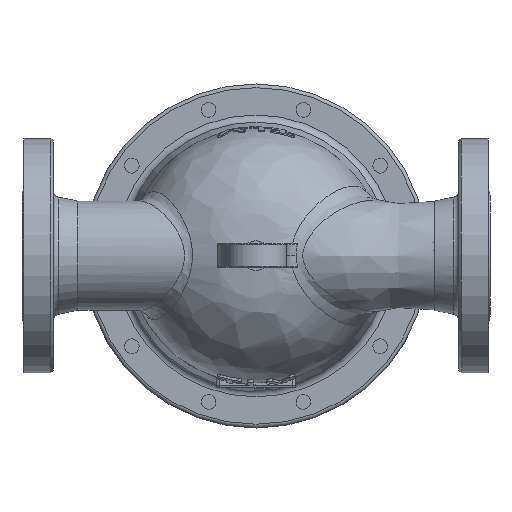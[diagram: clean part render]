
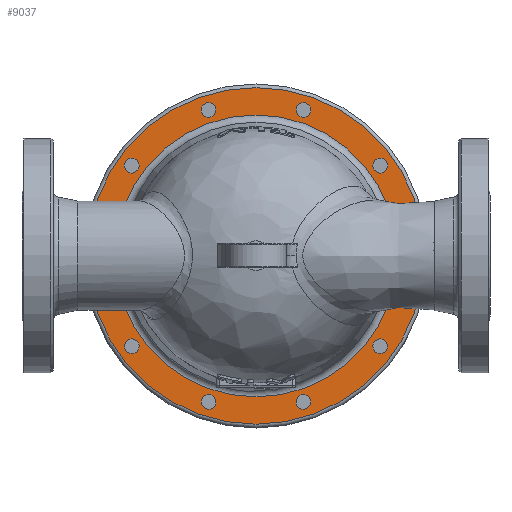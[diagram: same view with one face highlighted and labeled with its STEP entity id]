
A CAD part, top view. The second image highlights one B-rep face of the part: STEP entity #9037.
In plain terms, the highlighted planar face has unit normal (0, 0, 1).
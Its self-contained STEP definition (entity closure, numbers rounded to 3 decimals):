
#313=FACE_BOUND('',#2031,.T.);
#314=FACE_BOUND('',#2032,.T.);
#315=FACE_BOUND('',#2033,.T.);
#316=FACE_BOUND('',#2034,.T.);
#317=FACE_BOUND('',#2035,.T.);
#318=FACE_BOUND('',#2036,.T.);
#319=FACE_BOUND('',#2037,.T.);
#320=FACE_BOUND('',#2038,.T.);
#321=FACE_BOUND('',#2039,.T.);
#322=FACE_BOUND('',#2040,.T.);
#323=FACE_BOUND('',#2041,.T.);
#911=PLANE('',#9952);
#1381=FACE_OUTER_BOUND('',#2030,.T.);
#2030=EDGE_LOOP('',(#7649));
#2031=EDGE_LOOP('',(#7650));
#2032=EDGE_LOOP('',(#7651));
#2033=EDGE_LOOP('',(#7652));
#2034=EDGE_LOOP('',(#7653));
#2035=EDGE_LOOP('',(#7654));
#2036=EDGE_LOOP('',(#7655));
#2037=EDGE_LOOP('',(#7656));
#2038=EDGE_LOOP('',(#7657));
#2039=EDGE_LOOP('',(#7658));
#2040=EDGE_LOOP('',(#7659));
#2041=EDGE_LOOP('',(#7660));
#3323=CIRCLE('',#9461,6.);
#3327=CIRCLE('',#9468,6.);
#3331=CIRCLE('',#9475,6.);
#3335=CIRCLE('',#9482,6.);
#3339=CIRCLE('',#9489,6.);
#3343=CIRCLE('',#9496,6.);
#3347=CIRCLE('',#9503,6.);
#3351=CIRCLE('',#9510,6.);
#3355=CIRCLE('',#9517,6.);
#3422=CIRCLE('',#9713,6.);
#3555=CIRCLE('',#9953,137.);
#3556=CIRCLE('',#9954,114.73);
#3882=VERTEX_POINT('',#13590);
#3886=VERTEX_POINT('',#13603);
#3890=VERTEX_POINT('',#13616);
#3894=VERTEX_POINT('',#13629);
#3898=VERTEX_POINT('',#13642);
#3902=VERTEX_POINT('',#13655);
#3906=VERTEX_POINT('',#13668);
#3910=VERTEX_POINT('',#13681);
#3914=VERTEX_POINT('',#13694);
#4089=VERTEX_POINT('',#14499);
#4305=VERTEX_POINT('',#16562);
#4306=VERTEX_POINT('',#16564);
#4822=EDGE_CURVE('',#3882,#3882,#3323,.T.);
#4828=EDGE_CURVE('',#3886,#3886,#3327,.T.);
#4834=EDGE_CURVE('',#3890,#3890,#3331,.T.);
#4840=EDGE_CURVE('',#3894,#3894,#3335,.T.);
#4846=EDGE_CURVE('',#3898,#3898,#3339,.T.);
#4852=EDGE_CURVE('',#3902,#3902,#3343,.T.);
#4858=EDGE_CURVE('',#3906,#3906,#3347,.T.);
#4864=EDGE_CURVE('',#3910,#3910,#3351,.T.);
#4870=EDGE_CURVE('',#3914,#3914,#3355,.T.);
#5155=EDGE_CURVE('',#4089,#4089,#3422,.T.);
#5473=EDGE_CURVE('',#4305,#4305,#3555,.T.);
#5474=EDGE_CURVE('',#4306,#4306,#3556,.T.);
#7649=ORIENTED_EDGE('',*,*,#5473,.F.);
#7650=ORIENTED_EDGE('',*,*,#4822,.T.);
#7651=ORIENTED_EDGE('',*,*,#4828,.T.);
#7652=ORIENTED_EDGE('',*,*,#4834,.T.);
#7653=ORIENTED_EDGE('',*,*,#4840,.T.);
#7654=ORIENTED_EDGE('',*,*,#4846,.T.);
#7655=ORIENTED_EDGE('',*,*,#4852,.T.);
#7656=ORIENTED_EDGE('',*,*,#4858,.T.);
#7657=ORIENTED_EDGE('',*,*,#4864,.T.);
#7658=ORIENTED_EDGE('',*,*,#4870,.T.);
#7659=ORIENTED_EDGE('',*,*,#5155,.T.);
#7660=ORIENTED_EDGE('',*,*,#5474,.F.);
#9037=ADVANCED_FACE('',(#1381,#313,#314,#315,#316,#317,#318,#319,#320,#321,
#322,#323),#911,.F.);
#9461=AXIS2_PLACEMENT_3D('',#13592,#10826,#10827);
#9468=AXIS2_PLACEMENT_3D('',#13605,#10842,#10843);
#9475=AXIS2_PLACEMENT_3D('',#13618,#10858,#10859);
#9482=AXIS2_PLACEMENT_3D('',#13631,#10874,#10875);
#9489=AXIS2_PLACEMENT_3D('',#13644,#10890,#10891);
#9496=AXIS2_PLACEMENT_3D('',#13657,#10906,#10907);
#9503=AXIS2_PLACEMENT_3D('',#13670,#10922,#10923);
#9510=AXIS2_PLACEMENT_3D('',#13683,#10938,#10939);
#9517=AXIS2_PLACEMENT_3D('',#13696,#10954,#10955);
#9713=AXIS2_PLACEMENT_3D('',#14501,#11456,#11457);
#9952=AXIS2_PLACEMENT_3D('',#16561,#12043,#12044);
#9953=AXIS2_PLACEMENT_3D('',#16563,#12045,#12046);
#9954=AXIS2_PLACEMENT_3D('',#16565,#12047,#12048);
#10826=DIRECTION('center_axis',(0.,0.,-1.));
#10827=DIRECTION('ref_axis',(0.809,0.588,0.));
#10842=DIRECTION('center_axis',(0.,0.,-1.));
#10843=DIRECTION('ref_axis',(0.309,0.951,0.));
#10858=DIRECTION('center_axis',(0.,0.,-1.));
#10859=DIRECTION('ref_axis',(-0.309,0.951,0.));
#10874=DIRECTION('center_axis',(0.,0.,-1.));
#10875=DIRECTION('ref_axis',(-0.809,0.588,0.));
#10890=DIRECTION('center_axis',(0.,0.,-1.));
#10891=DIRECTION('ref_axis',(-1.,0.,0.));
#10906=DIRECTION('center_axis',(0.,0.,-1.));
#10907=DIRECTION('ref_axis',(-0.809,-0.588,0.));
#10922=DIRECTION('center_axis',(0.,0.,-1.));
#10923=DIRECTION('ref_axis',(-0.309,-0.951,0.));
#10938=DIRECTION('center_axis',(0.,0.,-1.));
#10939=DIRECTION('ref_axis',(0.309,-0.951,0.));
#10954=DIRECTION('center_axis',(0.,0.,-1.));
#10955=DIRECTION('ref_axis',(0.809,-0.588,0.));
#11456=DIRECTION('center_axis',(0.,0.,-1.));
#11457=DIRECTION('ref_axis',(1.,0.,0.));
#12043=DIRECTION('center_axis',(0.,0.,-1.));
#12044=DIRECTION('ref_axis',(-1.,0.,0.));
#12045=DIRECTION('center_axis',(0.,0.,-1.));
#12046=DIRECTION('ref_axis',(-1.,0.,0.));
#12047=DIRECTION('center_axis',(0.,0.,1.));
#12048=DIRECTION('ref_axis',(-1.,0.,0.));
#13590=CARTESIAN_POINT('',(-105.981,-77.,30.));
#13592=CARTESIAN_POINT('Origin',(-101.127,-73.473,30.));
#13603=CARTESIAN_POINT('',(-40.481,-124.588,30.));
#13605=CARTESIAN_POINT('Origin',(-38.627,-118.882,30.));
#13616=CARTESIAN_POINT('',(40.481,-124.588,30.));
#13618=CARTESIAN_POINT('Origin',(38.627,-118.882,30.));
#13629=CARTESIAN_POINT('',(105.981,-77.,30.));
#13631=CARTESIAN_POINT('Origin',(101.127,-73.473,30.));
#13642=CARTESIAN_POINT('',(131.,0.,30.));
#13644=CARTESIAN_POINT('Origin',(125.,0.,30.));
#13655=CARTESIAN_POINT('',(105.981,77.,30.));
#13657=CARTESIAN_POINT('Origin',(101.127,73.473,30.));
#13668=CARTESIAN_POINT('',(40.481,124.588,30.));
#13670=CARTESIAN_POINT('Origin',(38.627,118.882,30.));
#13681=CARTESIAN_POINT('',(-40.481,124.588,30.));
#13683=CARTESIAN_POINT('Origin',(-38.627,118.882,30.));
#13694=CARTESIAN_POINT('',(-105.981,77.,30.));
#13696=CARTESIAN_POINT('Origin',(-101.127,73.473,30.));
#14499=CARTESIAN_POINT('',(-131.,0.,30.));
#14501=CARTESIAN_POINT('Origin',(-125.,0.,30.));
#16561=CARTESIAN_POINT('Origin',(0.,0.,30.));
#16562=CARTESIAN_POINT('',(137.,0.,30.));
#16563=CARTESIAN_POINT('Origin',(0.,0.,30.));
#16564=CARTESIAN_POINT('',(114.73,0.,30.));
#16565=CARTESIAN_POINT('Origin',(0.,0.,30.));
